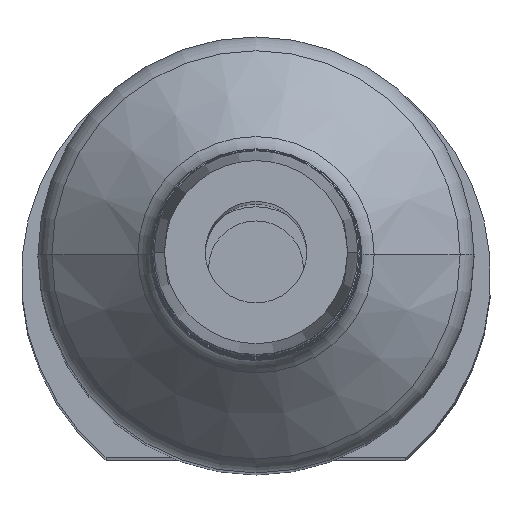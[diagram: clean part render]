
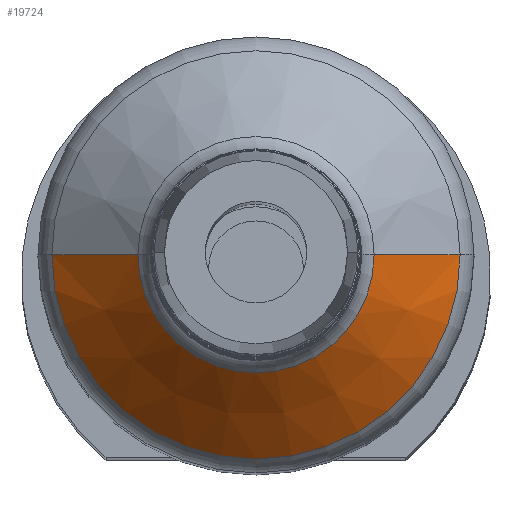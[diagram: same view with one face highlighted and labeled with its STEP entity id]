
A CAD part, top view. The second image highlights one B-rep face of the part: STEP entity #19724.
In plain terms, the highlighted conical face has half-angle 45 degrees and reference radius 1.7 mm.
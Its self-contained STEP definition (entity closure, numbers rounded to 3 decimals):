
#14912=CARTESIAN_POINT('',(13.346,0.,0.));
#14913=DIRECTION('',(-1.,0.,0.));
#14914=DIRECTION('',(0.,1.,0.));
#14915=AXIS2_PLACEMENT_3D('',#14912,#14913,#14914);
#14917=DIRECTION('',(-0.707,-0.707,0.));
#14918=VECTOR('',#14917,1.283);
#14919=CARTESIAN_POINT('',(14.254,-1.246,
0.));
#14920=LINE('',#14919,#14918);
#14921=CARTESIAN_POINT('',(14.254,0.,0.));
#14922=DIRECTION('',(1.,0.,0.));
#14923=DIRECTION('',(0.,-1.,0.));
#14924=AXIS2_PLACEMENT_3D('',#14921,#14922,#14923);
#14926=DIRECTION('',(-0.707,0.707,0.));
#14927=VECTOR('',#14926,1.283);
#14928=CARTESIAN_POINT('',(14.254,1.246,
0.));
#14929=LINE('',#14928,#14927);
#18632=CARTESIAN_POINT('',(14.254,-1.246,0.));
#18633=CARTESIAN_POINT('',(14.254,1.246,0.));
#18634=VERTEX_POINT('',#18632);
#18635=VERTEX_POINT('',#18633);
#18640=CARTESIAN_POINT('',(13.346,-2.154,0.));
#18641=CARTESIAN_POINT('',(13.346,2.154,0.));
#18642=VERTEX_POINT('',#18640);
#18643=VERTEX_POINT('',#18641);
#19710=CARTESIAN_POINT('',(13.8,0.,0.));
#19711=DIRECTION('',(-1.,0.,0.));
#19712=DIRECTION('',(0.,1.,0.));
#19713=AXIS2_PLACEMENT_3D('',#19710,#19711,#19712);
#19714=CONICAL_SURFACE('',#19713,1.7,45.);
#19715=ORIENTED_EDGE('',*,*,#19704,.T.);
#19717=ORIENTED_EDGE('',*,*,#19716,.F.);
#19719=ORIENTED_EDGE('',*,*,#19718,.T.);
#19721=ORIENTED_EDGE('',*,*,#19720,.T.);
#19722=EDGE_LOOP('',(#19715,#19717,#19719,#19721));
#19723=FACE_OUTER_BOUND('',#19722,.F.);
#19724=ADVANCED_FACE('',(#19723),#19714,.T.);
#14916=CIRCLE('',#14915,2.154);
#14925=CIRCLE('',#14924,1.246);
#19704=EDGE_CURVE('',#18643,#18642,#14916,.T.);
#19716=EDGE_CURVE('',#18634,#18642,#14920,.T.);
#19718=EDGE_CURVE('',#18634,#18635,#14925,.T.);
#19720=EDGE_CURVE('',#18635,#18643,#14929,.T.);
